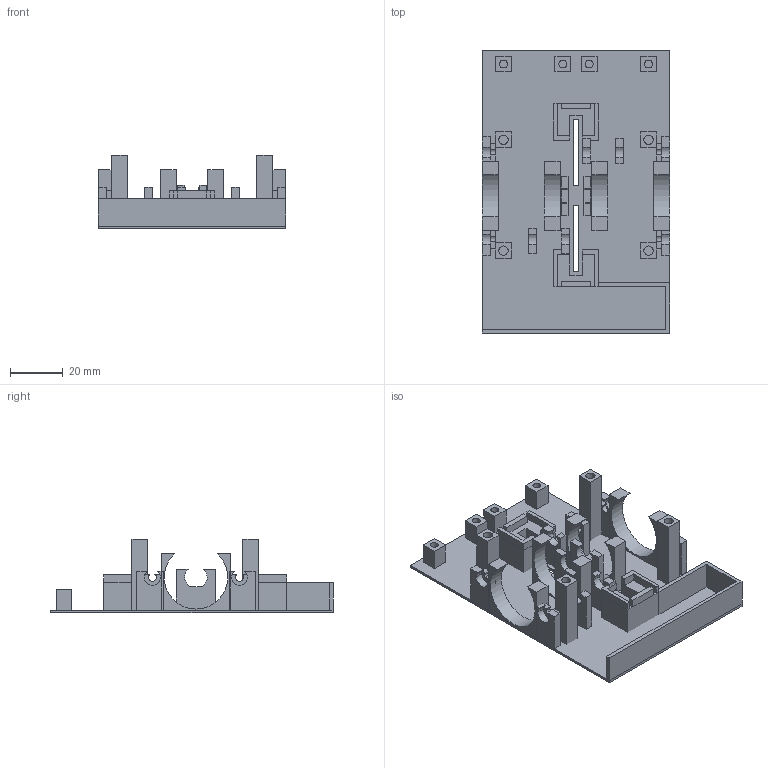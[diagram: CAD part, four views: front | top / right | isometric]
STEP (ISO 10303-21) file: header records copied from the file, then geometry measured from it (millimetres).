
FILE_DESCRIPTION(('FreeCAD Model'),'2;1');
FILE_NAME('Open CASCADE Shape Model','2022-04-12T14:22:34',('Author'),( ''),'Open CASCADE STEP processor 7.5','FreeCAD','Unknown');
FILE_SCHEMA(('AUTOMOTIVE_DESIGN { 1 0 10303 214 1 1 1 1 }'));
Length unit declared in the file: millimetre
Products named in the file (23): mouse_latest; Body036; Body041; photointerlaptor; interlaptorc1; interlaptorc002; Body045; Body044; Body038; Body042; Body024; Body026; Body040; Body037; Body043; boardc1; Body039; Body046; boardc2; boardc4; Body023; boardc3; Body028
Assembly tree (24 placements, depth 3):
  mouse_latest
    Body036
    Body041
    photointerlaptor
      interlaptorc1
      interlaptorc002
    Body045
    Body044
    interlaptorc1
    Body038
    Body042
    Body024
    Body026
    Body040
    Body037
    Body043
    boardc1
    Body039
    Body046
    boardc2
    interlaptorc002
    boardc4
    Body023
    boardc3
    Body028
Bounding box: 71 x 107 x 28 mm (x, y, z)
Volume: 31786.3 mm3; surface area: 37886.9 mm2
Topology: 23 solids, 23 shells, 371 faces, 879 edges, 566 vertices
Faces by surface type: plane 319, cylinder 52
Full cylindrical faces by diameter (mm): 3 x4, 3.5 x4
Entity records: 19402 total; most frequent: CARTESIAN_POINT 3619, DIRECTION 2915, LINE 1999, VECTOR 1999, ORIENTED_EDGE 1482, PCURVE 1482, DEFINITIONAL_REPRESENTATION 1482, EDGE_CURVE 741
